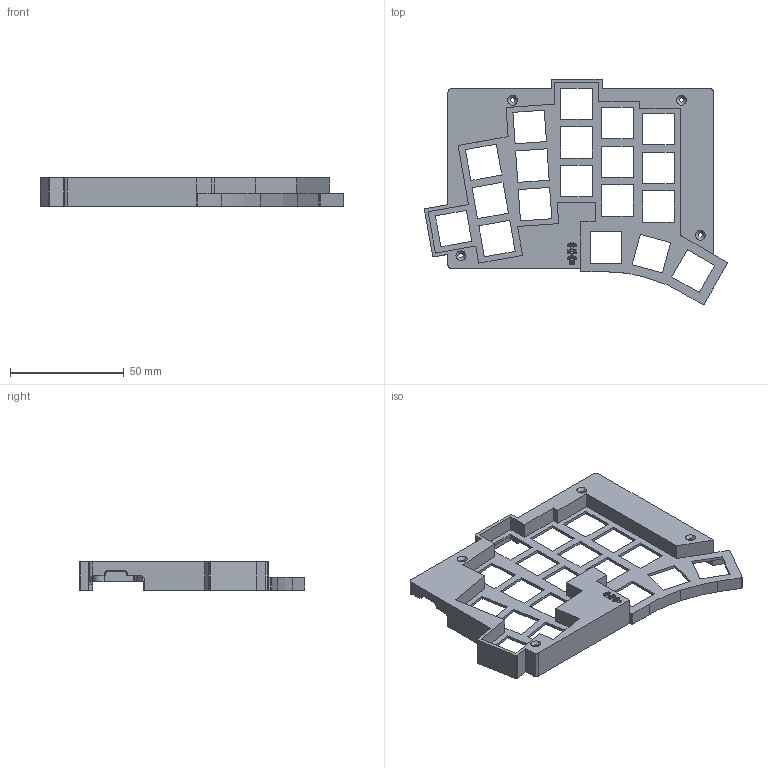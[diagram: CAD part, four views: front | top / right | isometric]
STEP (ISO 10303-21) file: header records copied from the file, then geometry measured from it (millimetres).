
FILE_DESCRIPTION (( 'STEP AP214' ), '1' );
FILE_NAME ('USB_C_Top_L.STEP', '2024-10-21T05:35:19', ( '' ), ( '' ), 'SwSTEP 2.0', 'SolidWorks 2024', '' );
FILE_SCHEMA (( 'AUTOMOTIVE_DESIGN' ));
Length unit declared in the file: millimetre
Products named in the file (1): USB_C_Top_L
Bounding box: 133.11 x 99.01 x 12.5 mm (x, y, z)
Volume: 18734.5 mm3; surface area: 27429.3 mm2
Topology: 1 solids, 1 shells, 544 faces, 1471 edges, 971 vertices
Faces by surface type: plane 383, bspline 81, cylinder 66, cone 14
Entity records: 17504 total; most frequent: CARTESIAN_POINT 4130, ORIENTED_EDGE 2942, DIRECTION 2375, EDGE_CURVE 1471, VECTOR 1163, LINE 1163, VERTEX_POINT 971, EDGE_LOOP 632
